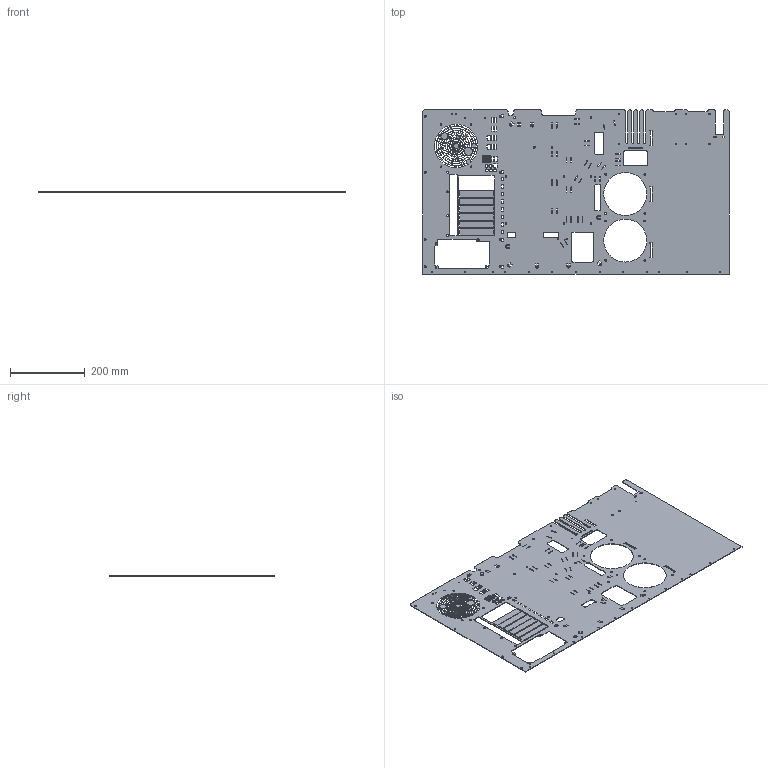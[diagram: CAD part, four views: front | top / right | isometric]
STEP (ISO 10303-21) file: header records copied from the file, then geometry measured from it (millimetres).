
FILE_DESCRIPTION(/* description */ (''),/* implementation_level */ '2;1');
FILE_NAME(/* name */ 'Major R1 V1.4 Flat Pattern.step',/* time_stamp */ '2019-05-16T14:34:06-06:00',/* author */ ('johnNSNC2'),/* organization */ (''),/* preprocessor_version */ 'ST-DEVELOPER v18',/* originating_system */ 'Autodesk Translation Framework v8.2.0.1029',/* authorisation */ '');
FILE_SCHEMA (('AUTOMOTIVE_DESIGN { 1 0 10303 214 3 1 1 }'));
Length unit declared in the file: millimetre
Products named in the file (1): Major Internal R Team V1.4 Flat Pattern
Bounding box: 819.44 x 439.8 x 1.6 mm (x, y, z)
Volume: 466191.6 mm3; surface area: 608146 mm2
Topology: 1 solids, 1 shells, 1086 faces, 3252 edges, 2168 vertices
Faces by surface type: plane 548, cylinder 324, bspline 214
Full cylindrical faces by diameter (mm): 3 x20, 3.1 x8, 3.2 x15, 3.4 x4, 4.4 x1, 4.8 x5, 5 x8, 5.2 x12, 8 x5, 115 x2
Entity records: 39230 total; most frequent: CARTESIAN_POINT 9851, ORIENTED_EDGE 6504, DIRECTION 5262, EDGE_CURVE 3252, LINE 2176, VECTOR 2176, VERTEX_POINT 2168, AXIS2_PLACEMENT_3D 1543
